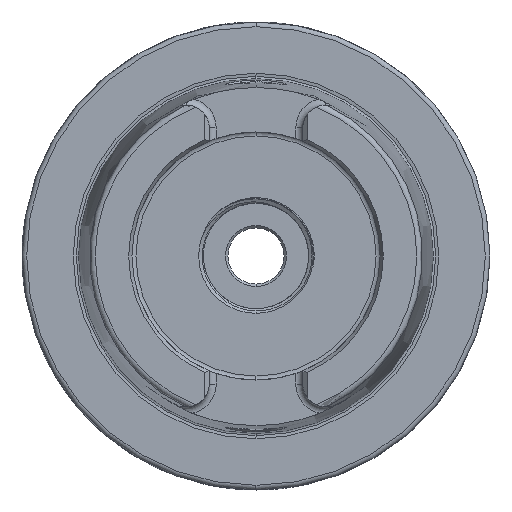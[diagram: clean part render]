
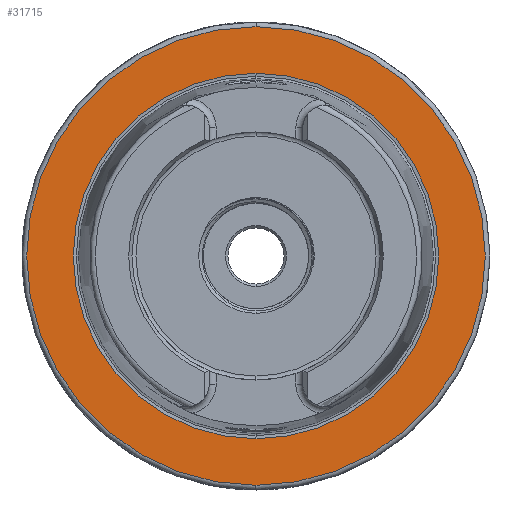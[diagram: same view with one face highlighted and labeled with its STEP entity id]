
A CAD part, left-side view. The second image highlights one B-rep face of the part: STEP entity #31715.
In plain terms, the highlighted planar face has unit normal (-1, 0, 0).
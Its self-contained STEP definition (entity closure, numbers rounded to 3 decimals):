
#428 = CARTESIAN_POINT ( 'NONE',  ( 0., 0., -39.054 ) ) ;
#504 = CARTESIAN_POINT ( 'NONE',  ( 0., 0., -49. ) ) ;
#537 = CARTESIAN_POINT ( 'NONE',  ( 0., 0., 49. ) ) ;
#604 = CARTESIAN_POINT ( 'NONE',  ( 0., 0., 39.054 ) ) ;
#5064 = FACE_OUTER_BOUND ( 'NONE', #31489, .T. ) ;
#5067 = FACE_BOUND ( 'NONE', #30917, .T. ) ;
#5069 = AXIS2_PLACEMENT_3D ( 'NONE', #19366, #19367, #19368 ) ;
#5162 = AXIS2_PLACEMENT_3D ( 'NONE', #19551, #19552, #19553 ) ;
#5176 = AXIS2_PLACEMENT_3D ( 'NONE', #19644, #19648, #19649 ) ;
#12975 = ORIENTED_EDGE ( 'NONE', *, *, #31767, .T. ) ;
#12976 = ORIENTED_EDGE ( 'NONE', *, *, #25779, .T. ) ;
#12977 = ORIENTED_EDGE ( 'NONE', *, *, #25778, .T. ) ;
#12978 = ORIENTED_EDGE ( 'NONE', *, *, #31790, .T. ) ;
#19365 = PLANE ( 'NONE',  #5069 ) ;
#19366 = CARTESIAN_POINT ( 'NONE',  ( 0., 39.054, 0. ) ) ;
#19367 = DIRECTION ( 'NONE',  ( -1., 0., 0. ) ) ;
#19368 = DIRECTION ( 'NONE',  ( 0., 0., 1. ) ) ;
#19551 = CARTESIAN_POINT ( 'NONE',  ( 0., 0., 0. ) ) ;
#19552 = DIRECTION ( 'NONE',  ( -1., 0., 0. ) ) ;
#19553 = DIRECTION ( 'NONE',  ( 0., 0., 1. ) ) ;
#19644 = CARTESIAN_POINT ( 'NONE',  ( 0., 0., 0. ) ) ;
#19648 = DIRECTION ( 'NONE',  ( 1., 0., 0. ) ) ;
#19649 = DIRECTION ( 'NONE',  ( 0., 0., -1. ) ) ;
#25778 = EDGE_CURVE ( 'NONE', #30861, #31412, #29136, .T. ) ;
#25779 = EDGE_CURVE ( 'NONE', #31117, #31204, #29137, .T. ) ;
#27784 = CIRCLE ( 'NONE', #5162, 49. ) ;
#27799 = CIRCLE ( 'NONE', #5176, 39.054 ) ;
#29136 = CIRCLE ( 'NONE', #29595, 39.054 ) ;
#29137 = CIRCLE ( 'NONE', #29615, 49. ) ;
#29595 = AXIS2_PLACEMENT_3D ( 'NONE', #30212, #30213, #30214 ) ;
#29615 = AXIS2_PLACEMENT_3D ( 'NONE', #30215, #30216, #30217 ) ;
#30212 = CARTESIAN_POINT ( 'NONE',  ( 0., 0., 0. ) ) ;
#30213 = DIRECTION ( 'NONE',  ( 1., 0., 0. ) ) ;
#30214 = DIRECTION ( 'NONE',  ( 0., 0., -1. ) ) ;
#30215 = CARTESIAN_POINT ( 'NONE',  ( 0., 0., 0. ) ) ;
#30216 = DIRECTION ( 'NONE',  ( -1., 0., 0. ) ) ;
#30217 = DIRECTION ( 'NONE',  ( 0., 0., 1. ) ) ;
#30861 = VERTEX_POINT ( 'NONE', #428 ) ;
#30917 = EDGE_LOOP ( 'NONE', ( #12978, #12977 ) ) ;
#31117 = VERTEX_POINT ( 'NONE', #504 ) ;
#31204 = VERTEX_POINT ( 'NONE', #537 ) ;
#31412 = VERTEX_POINT ( 'NONE', #604 ) ;
#31489 = EDGE_LOOP ( 'NONE', ( #12975, #12976 ) ) ;
#31715 = ADVANCED_FACE ( 'NONE', ( #5064, #5067 ), #19365, .T. ) ;
#31767 = EDGE_CURVE ( 'NONE', #31204, #31117, #27784, .T. ) ;
#31790 = EDGE_CURVE ( 'NONE', #31412, #30861, #27799, .T. ) ;
